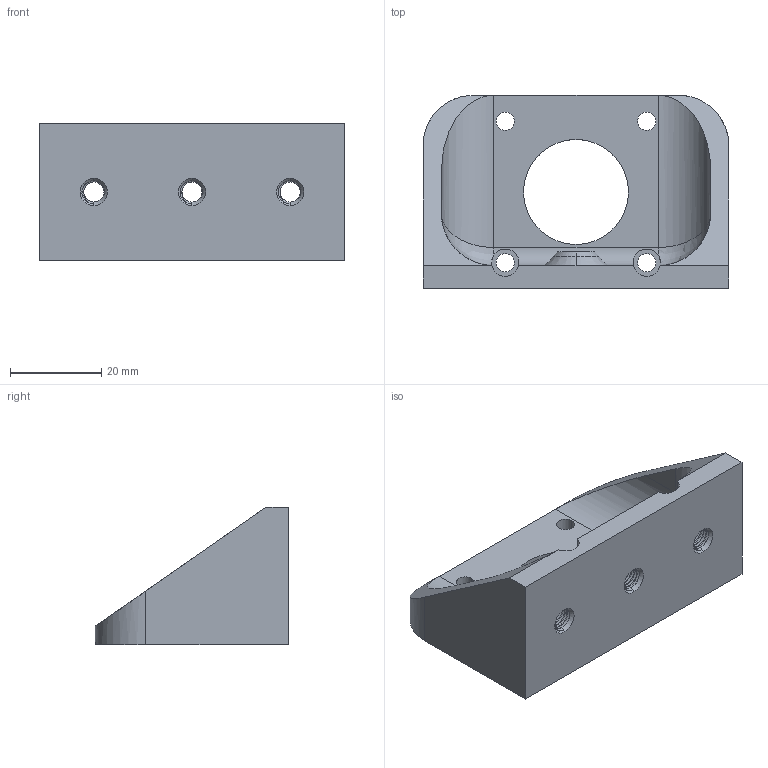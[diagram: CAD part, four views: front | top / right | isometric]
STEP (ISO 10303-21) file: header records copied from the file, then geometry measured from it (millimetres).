
FILE_DESCRIPTION (( 'STEP AP214' ), '1' );
FILE_NAME ('Motor Bracket.STEP', '2023-10-12T16:40:33', ( '' ), ( '' ), 'SwSTEP 2.0', 'SolidWorks 2023', '' );
FILE_SCHEMA (( 'AUTOMOTIVE_DESIGN' ));
Length unit declared in the file: millimetre
Products named in the file (1): Motor Bracket
Bounding box: 67 x 42.3 x 30 mm (x, y, z)
Volume: 24249.5 mm3; surface area: 11351.2 mm2
Topology: 1 solids, 1 shells, 124 faces, 345 edges, 221 vertices
Faces by surface type: cylinder 69, cone 20, bspline 19, plane 16
Entity records: 11009 total; most frequent: CARTESIAN_POINT 8277, ORIENTED_EDGE 686, DIRECTION 441, EDGE_CURVE 343, VERTEX_POINT 221, AXIS2_PLACEMENT_3D 163, EDGE_LOOP 140, ADVANCED_FACE 124
